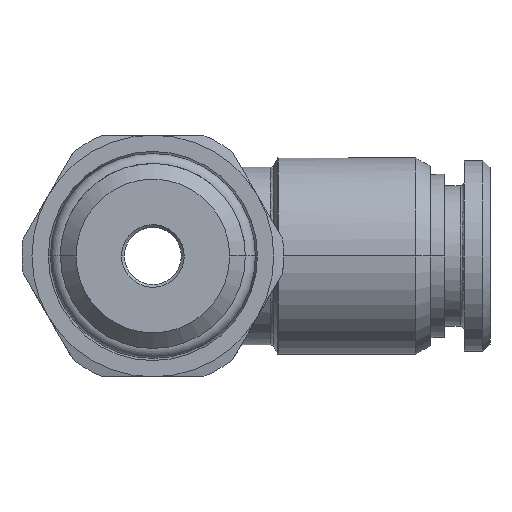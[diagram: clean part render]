
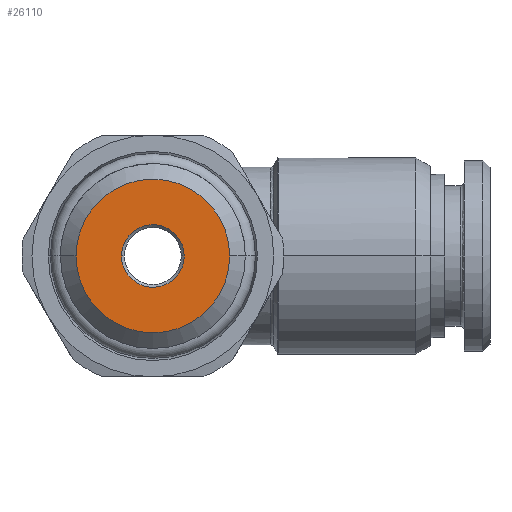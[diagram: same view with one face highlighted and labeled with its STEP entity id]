
A CAD part, left-side view. The second image highlights one B-rep face of the part: STEP entity #26110.
In plain terms, the highlighted planar face has unit normal (-1, 0, 0).
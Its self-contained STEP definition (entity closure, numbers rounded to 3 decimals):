
#26002=CARTESIAN_POINT('Vertex',(-21.,-5.4,0.)) ;
#26009=CARTESIAN_POINT('Vertex',(-21.,5.4,0.)) ;
#26012=CARTESIAN_POINT('Axis2P3D Location',(-21.,0.,0.)) ;
#26029=CARTESIAN_POINT('Axis2P3D Location',(-21.,0.,0.)) ;
#26041=CARTESIAN_POINT('Axis2P3D Location',(-21.,0.,0.)) ;
#26051=CARTESIAN_POINT('Control Point',(-21.,2.2,0.)) ;
#26052=CARTESIAN_POINT('Control Point',(-21.,2.2,-0.218)) ;
#26053=CARTESIAN_POINT('Control Point',(-21.,2.173,-0.436)) ;
#26054=CARTESIAN_POINT('Control Point',(-21.,2.119,-0.65)) ;
#26055=CARTESIAN_POINT('Control Point',(-21.,1.959,-1.059)) ;
#26056=CARTESIAN_POINT('Control Point',(-21.,1.704,-1.417)) ;
#26057=CARTESIAN_POINT('Control Point',(-21.,1.555,-1.579)) ;
#26058=CARTESIAN_POINT('Control Point',(-21.,1.22,-1.863)) ;
#26059=CARTESIAN_POINT('Control Point',(-21.,0.826,-2.057)) ;
#26060=CARTESIAN_POINT('Control Point',(-21.,0.618,-2.128)) ;
#26061=CARTESIAN_POINT('Control Point',(-21.,0.188,-2.219)) ;
#26062=CARTESIAN_POINT('Control Point',(-21.,-0.251,-2.202)) ;
#26063=CARTESIAN_POINT('Control Point',(-21.,-0.468,-2.166)) ;
#26064=CARTESIAN_POINT('Control Point',(-21.,-0.89,-2.042)) ;
#26065=CARTESIAN_POINT('Control Point',(-21.,-1.268,-1.818)) ;
#26066=CARTESIAN_POINT('Control Point',(-21.,-1.442,-1.683)) ;
#26067=CARTESIAN_POINT('Control Point',(-21.,-1.753,-1.373)) ;
#26068=CARTESIAN_POINT('Control Point',(-21.,-1.98,-0.997)) ;
#26069=CARTESIAN_POINT('Control Point',(-21.,-2.069,-0.795)) ;
#26070=CARTESIAN_POINT('Control Point',(-21.,-2.154,-0.513)) ;
#26071=CARTESIAN_POINT('Control Point',(-21.,-2.191,-0.223)) ;
#26072=CARTESIAN_POINT('Control Point',(-21.,-2.197,-0.149)) ;
#26073=CARTESIAN_POINT('Control Point',(-21.,-2.2,-0.074)) ;
#26074=CARTESIAN_POINT('Control Point',(-21.,-2.2,0.)) ;
#26075=CARTESIAN_POINT('Vertex',(-21.,2.2,0.)) ;
#26077=CARTESIAN_POINT('Vertex',(-21.,-2.2,0.)) ;
#26081=CARTESIAN_POINT('Control Point',(-21.,-2.2,0.)) ;
#26082=CARTESIAN_POINT('Control Point',(-21.,-2.2,0.218)) ;
#26083=CARTESIAN_POINT('Control Point',(-21.,-2.173,0.436)) ;
#26084=CARTESIAN_POINT('Control Point',(-21.,-2.119,0.65)) ;
#26085=CARTESIAN_POINT('Control Point',(-21.,-1.959,1.059)) ;
#26086=CARTESIAN_POINT('Control Point',(-21.,-1.704,1.417)) ;
#26087=CARTESIAN_POINT('Control Point',(-21.,-1.555,1.579)) ;
#26088=CARTESIAN_POINT('Control Point',(-21.,-1.22,1.863)) ;
#26089=CARTESIAN_POINT('Control Point',(-21.,-0.826,2.057)) ;
#26090=CARTESIAN_POINT('Control Point',(-21.,-0.618,2.128)) ;
#26091=CARTESIAN_POINT('Control Point',(-21.,-0.188,2.219)) ;
#26092=CARTESIAN_POINT('Control Point',(-21.,0.251,2.202)) ;
#26093=CARTESIAN_POINT('Control Point',(-21.,0.468,2.166)) ;
#26094=CARTESIAN_POINT('Control Point',(-21.,0.89,2.042)) ;
#26095=CARTESIAN_POINT('Control Point',(-21.,1.268,1.818)) ;
#26096=CARTESIAN_POINT('Control Point',(-21.,1.442,1.683)) ;
#26097=CARTESIAN_POINT('Control Point',(-21.,1.753,1.373)) ;
#26098=CARTESIAN_POINT('Control Point',(-21.,1.98,0.997)) ;
#26099=CARTESIAN_POINT('Control Point',(-21.,2.069,0.795)) ;
#26100=CARTESIAN_POINT('Control Point',(-21.,2.154,0.513)) ;
#26101=CARTESIAN_POINT('Control Point',(-21.,2.191,0.223)) ;
#26102=CARTESIAN_POINT('Control Point',(-21.,2.197,0.149)) ;
#26103=CARTESIAN_POINT('Control Point',(-21.,2.2,0.074)) ;
#26104=CARTESIAN_POINT('Control Point',(-21.,2.2,0.)) ;
#26013=DIRECTION('Axis2P3D Direction',(1.,0.,0.)) ;
#26030=DIRECTION('Axis2P3D Direction',(1.,0.,0.)) ;
#26042=DIRECTION('Axis2P3D Direction',(1.,0.,-0.)) ;
#26043=DIRECTION('Axis2P3D XDirection',(0.,0.,1.)) ;
#26014=AXIS2_PLACEMENT_3D('Circle Axis2P3D',#26012,#26013,$) ;
#26031=AXIS2_PLACEMENT_3D('Circle Axis2P3D',#26029,#26030,$) ;
#26044=AXIS2_PLACEMENT_3D('Plane Axis2P3D',#26041,#26042,#26043) ;
#26047=ORIENTED_EDGE('',*,*,#26033,.F.) ;
#26048=ORIENTED_EDGE('',*,*,#26016,.F.) ;
#26107=ORIENTED_EDGE('',*,*,#26079,.F.) ;
#26108=ORIENTED_EDGE('',*,*,#26105,.F.) ;
#26109=FACE_BOUND('',#26106,.T.) ;
#26110=ADVANCED_FACE('PR427B-08G14',(#26049,#26109),#26045,.F.) ;
#26050=B_SPLINE_CURVE_WITH_KNOTS('',5,(#26051,#26052,#26053,#26054,#26055,#26056,#26057,#26058,#26059,#26060,#26061,#26062,#26063,#26064,#26065,#26066,#26067,#26068,#26069,#26070,#26071,#26072,#26073,#26074),.UNSPECIFIED.,.F.,.U.,(6,3,3,3,3,3,3,6),(0.,1.541,3.083,4.624,6.166,7.707,9.248,9.774),.UNSPECIFIED.) ;
#26080=B_SPLINE_CURVE_WITH_KNOTS('',5,(#26081,#26082,#26083,#26084,#26085,#26086,#26087,#26088,#26089,#26090,#26091,#26092,#26093,#26094,#26095,#26096,#26097,#26098,#26099,#26100,#26101,#26102,#26103,#26104),.UNSPECIFIED.,.F.,.U.,(6,3,3,3,3,3,3,6),(0.,1.541,3.083,4.624,6.166,7.707,9.248,9.774),.UNSPECIFIED.) ;
#26015=CIRCLE('generated circle',#26014,5.4) ;
#26032=CIRCLE('generated circle',#26031,5.4) ;
#26016=EDGE_CURVE('',#26010,#26003,#26015,.T.) ;
#26033=EDGE_CURVE('',#26003,#26010,#26032,.T.) ;
#26079=EDGE_CURVE('',#26076,#26078,#26050,.T.) ;
#26105=EDGE_CURVE('',#26078,#26076,#26080,.T.) ;
#26046=EDGE_LOOP('',(#26047,#26048)) ;
#26106=EDGE_LOOP('',(#26107,#26108)) ;
#26049=FACE_OUTER_BOUND('',#26046,.T.) ;
#26045=PLANE('',#26044) ;
#26003=VERTEX_POINT('',#26002) ;
#26010=VERTEX_POINT('',#26009) ;
#26076=VERTEX_POINT('',#26075) ;
#26078=VERTEX_POINT('',#26077) ;
